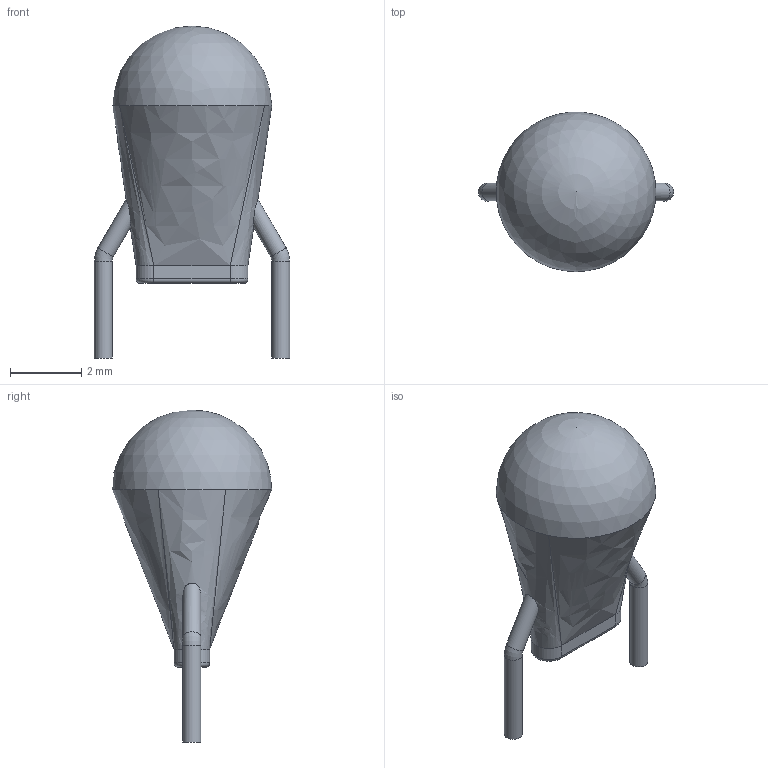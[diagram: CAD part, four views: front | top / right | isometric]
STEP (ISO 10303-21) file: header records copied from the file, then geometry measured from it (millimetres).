
FILE_DESCRIPTION(/* description */ ('model of CP_Radial_Tantal_D4.5mm_P5.00mm'),/* implementation_level */ '2;1');
FILE_NAME(/* name */ 'C_Ceramic_D4.5mm_P5.00mm.step',/* time_stamp */ '2025-06-14T15:03:38+10:00',/* author */ (''),/* organization */ (''),/* preprocessor_version */ 'ST-DEVELOPER v20.1',/* originating_system */ 'Autodesk Translation Framework v14.10.0.0',/* authorisation */ '');
FILE_SCHEMA (('AUTOMOTIVE_DESIGN { 1 0 10303 214 3 1 1 }'));
Length unit declared in the file: millimetre
Products named in the file (1): CP_Radial_Tantal_D45mm_P500mm
Bounding box: 5.5 x 4.49 x 9.35 mm (x, y, z)
Volume: 65.3 mm3; surface area: 100.2 mm2
Topology: 1 solids, 1 shells, 23 faces, 56 edges, 35 vertices
Faces by surface type: cylinder 8, bspline 5, plane 5, torus 4, sphere 1
Full cylindrical faces by diameter (mm): 0.5 x4
Entity records: 1043 total; most frequent: CARTESIAN_POINT 433, DIRECTION 118, ORIENTED_EDGE 110, EDGE_CURVE 55, AXIS2_PLACEMENT_3D 49, VERTEX_POINT 35, CIRCLE 30, EDGE_LOOP 24
